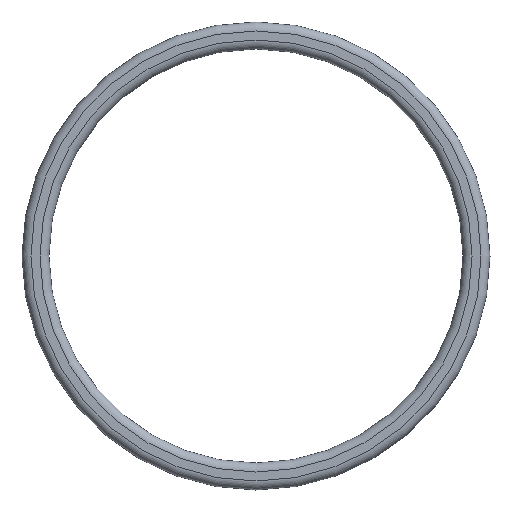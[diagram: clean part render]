
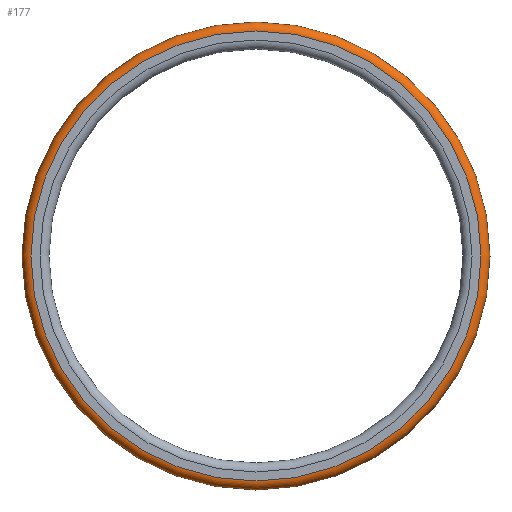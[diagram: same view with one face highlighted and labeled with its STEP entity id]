
A CAD part, left-side view. The second image highlights one B-rep face of the part: STEP entity #177.
In plain terms, the highlighted toroidal (fillet/blend) face has major radius 12.5 mm and minor radius 0.5 mm.
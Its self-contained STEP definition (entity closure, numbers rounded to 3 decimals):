
#140=CARTESIAN_POINT('',(0.,0.,12.5));
#141=VERTEX_POINT('',#140);
#142=CARTESIAN_POINT('',(0.0,0.0,0.0));
#143=DIRECTION('',(-1.0,0.0,0.0));
#144=DIRECTION('',(0.0,0.0,1.0));
#145=AXIS2_PLACEMENT_3D('',#142,#143,#144);
#146=CIRCLE('',#145,12.5);
#147=EDGE_CURVE('',#141,#141,#146,.T.);
#152=CARTESIAN_POINT('',(0.5,0.0,0.0));
#153=DIRECTION('',(-1.0,0.0,0.0));
#154=DIRECTION('',(0.0,0.0,1.0));
#155=AXIS2_PLACEMENT_3D('',#152,#153,#154);
#156=TOROIDAL_SURFACE('',#155,12.5,0.5);
#157=CARTESIAN_POINT('',(0.5,0.,13.0));
#158=VERTEX_POINT('',#157);
#159=CARTESIAN_POINT('',(0.5,0.0,12.5));
#160=DIRECTION('',(-0.0,1.0,-0.0));
#161=DIRECTION('',(0.0,0.0,1.0));
#162=AXIS2_PLACEMENT_3D('',#159,#160,#161);
#163=CIRCLE('',#162,0.5);
#164=EDGE_CURVE('',#141,#158,#163,.T.);
#165=ORIENTED_EDGE('',*,*,#164,.T.);
#166=CARTESIAN_POINT('',(0.5,0.0,0.0));
#167=DIRECTION('',(-1.0,0.0,0.0));
#168=DIRECTION('',(0.0,0.0,1.0));
#169=AXIS2_PLACEMENT_3D('',#166,#167,#168);
#170=CIRCLE('',#169,13.0);
#171=EDGE_CURVE('',#158,#158,#170,.T.);
#172=ORIENTED_EDGE('',*,*,#171,.T.);
#173=ORIENTED_EDGE('',*,*,#164,.F.);
#174=ORIENTED_EDGE('',*,*,#147,.F.);
#175=EDGE_LOOP('',(#165,#172,#173,#174));
#176=FACE_BOUND('',#175,.T.);
#177=ADVANCED_FACE('',(#176),#156,.T.);
